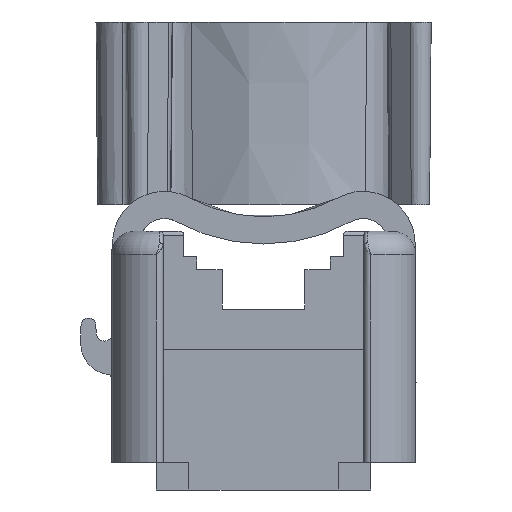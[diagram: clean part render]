
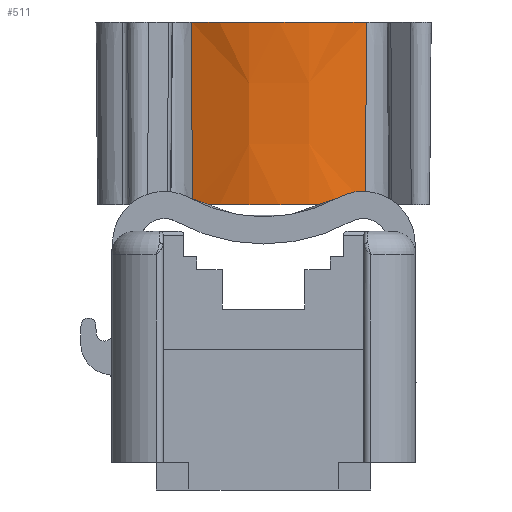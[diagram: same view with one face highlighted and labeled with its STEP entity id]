
A CAD part, front view. The second image highlights one B-rep face of the part: STEP entity #511.
In plain terms, the highlighted conical face has half-angle 0.5 degrees and reference radius 14.267 mm.
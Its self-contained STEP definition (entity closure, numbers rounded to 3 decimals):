
#242=CONICAL_SURFACE('',#3453,14.267,0.5);
#511=ADVANCED_FACE('',(#759),#242,.T.);
#759=FACE_OUTER_BOUND('',#929,.T.);
#929=EDGE_LOOP('',(#1816,#1817,#1818,#1819));
#1028=CIRCLE('',#3451,14.141);
#1029=CIRCLE('',#3452,14.267);
#1816=ORIENTED_EDGE('',*,*,#2594,.T.);
#1817=ORIENTED_EDGE('',*,*,#2593,.F.);
#1818=ORIENTED_EDGE('',*,*,#2595,.F.);
#1819=ORIENTED_EDGE('',*,*,#2596,.T.);
#2172=VERTEX_POINT('',#5728);
#2173=VERTEX_POINT('',#5730);
#2174=VERTEX_POINT('',#5734);
#2175=VERTEX_POINT('',#5736);
#2593=EDGE_CURVE('',#2173,#2172,#2903,.T.);
#2594=EDGE_CURVE('',#2174,#2172,#1028,.T.);
#2595=EDGE_CURVE('',#2175,#2173,#1029,.T.);
#2596=EDGE_CURVE('',#2175,#2174,#2904,.T.);
#2903=LINE('',#5731,#3197);
#2904=LINE('',#5737,#3198);
#3197=VECTOR('',#4199,1.);
#3198=VECTOR('',#4206,1.);
#3451=AXIS2_PLACEMENT_3D('',#5733,#4202,#4203);
#3452=AXIS2_PLACEMENT_3D('',#5735,#4204,#4205);
#3453=AXIS2_PLACEMENT_3D('',#5738,#4207,#4208);
#4199=DIRECTION('',(-0.004,0.008,-1.));
#4202=DIRECTION('',(0.,0.,1.));
#4203=DIRECTION('',(-1.,0.,0.));
#4204=DIRECTION('',(0.,0.,1.));
#4205=DIRECTION('',(0.97,-0.243,0.));
#4206=DIRECTION('',(0.004,0.008,-1.));
#4207=DIRECTION('',(0.,0.,1.));
#4208=DIRECTION('',(-1.,0.,0.));
#5728=CARTESIAN_POINT('',(8.009,31.972,22.392));
#5730=CARTESIAN_POINT('',(8.069,31.862,36.727));
#5731=CARTESIAN_POINT('',(8.069,31.862,36.727));
#5733=CARTESIAN_POINT('',(1.208,44.371,22.392));
#5734=CARTESIAN_POINT('',(-5.588,31.969,22.392));
#5735=CARTESIAN_POINT('',(1.208,44.371,36.727));
#5736=CARTESIAN_POINT('',(-5.649,31.86,36.727));
#5737=CARTESIAN_POINT('',(-5.649,31.86,36.727));
#5738=CARTESIAN_POINT('',(1.208,44.371,36.727));
